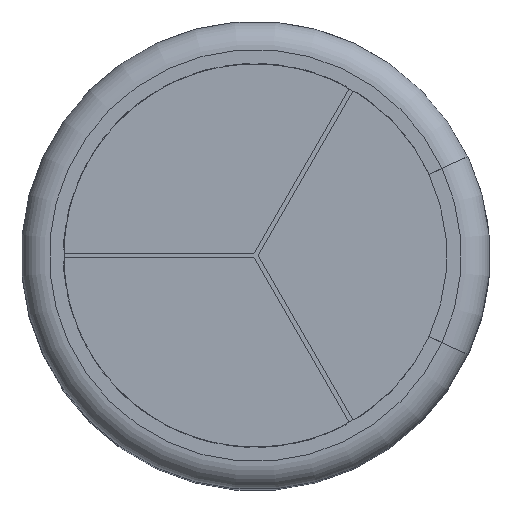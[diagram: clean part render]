
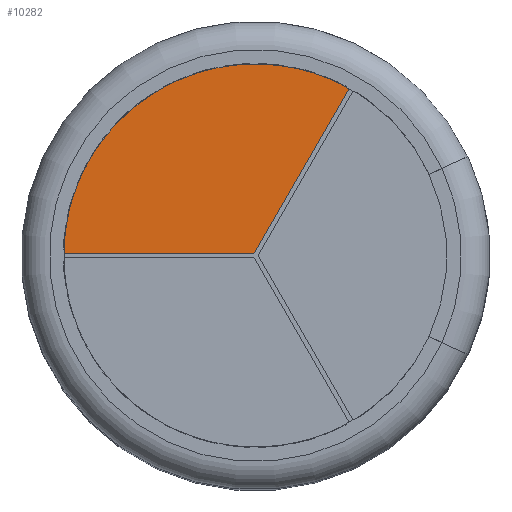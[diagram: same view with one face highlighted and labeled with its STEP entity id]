
A CAD part, top view. The second image highlights one B-rep face of the part: STEP entity #10282.
In plain terms, the highlighted planar face has unit normal (0, 0, 1).
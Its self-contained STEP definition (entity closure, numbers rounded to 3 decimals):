
#355 = CIRCLE ( 'NONE', #6663, 4.1 ) ;
#478 = VERTEX_POINT ( 'NONE', #1673 ) ;
#570 = ORIENTED_EDGE ( 'NONE', *, *, #9579, .F. ) ;
#714 = DIRECTION ( 'NONE',  ( 0., 0., 1. ) ) ;
#1210 = DIRECTION ( 'NONE',  ( 1., 0., 0. ) ) ;
#1387 = FACE_OUTER_BOUND ( 'NONE', #4484, .T. ) ;
#1673 = CARTESIAN_POINT ( 'NONE',  ( 2.007, 3.575, 3.29 ) ) ;
#2322 = DIRECTION ( 'NONE',  ( -1., 0., 0. ) ) ;
#2472 = CARTESIAN_POINT ( 'NONE',  ( 0., 0., 3.29 ) ) ;
#2956 = VERTEX_POINT ( 'NONE', #6883 ) ;
#3172 = LINE ( 'NONE', #6608, #4458 ) ;
#3249 = LINE ( 'NONE', #4088, #8500 ) ;
#3256 = DIRECTION ( 'NONE',  ( -1., 0., 0. ) ) ;
#4088 = CARTESIAN_POINT ( 'NONE',  ( -0.043, 0.025, 3.29 ) ) ;
#4458 = VECTOR ( 'NONE', #2322, 1000. ) ;
#4484 = EDGE_LOOP ( 'NONE', ( #570, #6756, #8157 ) ) ;
#4929 = CARTESIAN_POINT ( 'NONE',  ( -0.029, 0.05, 3.29 ) ) ;
#5454 = DIRECTION ( 'NONE',  ( 0., 0., -1. ) ) ;
#6608 = CARTESIAN_POINT ( 'NONE',  ( -0.029, 0.05, 3.29 ) ) ;
#6663 = AXIS2_PLACEMENT_3D ( 'NONE', #8798, #5454, #1210 ) ;
#6756 = ORIENTED_EDGE ( 'NONE', *, *, #8094, .F. ) ;
#6883 = CARTESIAN_POINT ( 'NONE',  ( -4.1, 0.05, 3.29 ) ) ;
#7043 = EDGE_CURVE ( 'NONE', #2956, #478, #355, .T. ) ;
#8094 = EDGE_CURVE ( 'NONE', #478, #8378, #3249, .T. ) ;
#8157 = ORIENTED_EDGE ( 'NONE', *, *, #7043, .F. ) ;
#8253 = AXIS2_PLACEMENT_3D ( 'NONE', #2472, #714, #3256 ) ;
#8378 = VERTEX_POINT ( 'NONE', #4929 ) ;
#8500 = VECTOR ( 'NONE', #9119, 1000. ) ;
#8516 = PLANE ( 'NONE',  #8253 ) ;
#8798 = CARTESIAN_POINT ( 'NONE',  ( 0., 0., 3.29 ) ) ;
#9119 = DIRECTION ( 'NONE',  ( -0.5, -0.866, 0. ) ) ;
#9579 = EDGE_CURVE ( 'NONE', #8378, #2956, #3172, .T. ) ;
#10282 = ADVANCED_FACE ( 'NONE', ( #1387 ), #8516, .T. ) ;
